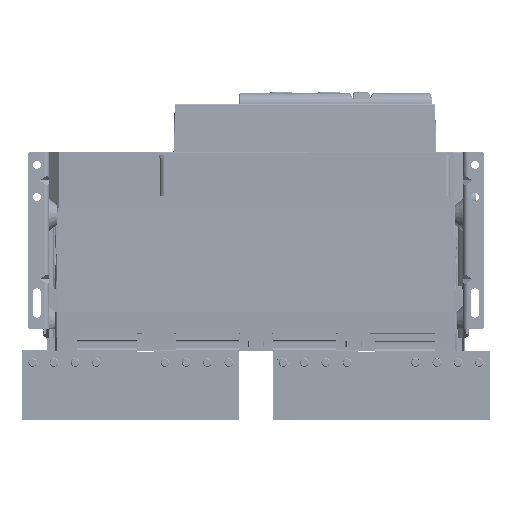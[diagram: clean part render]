
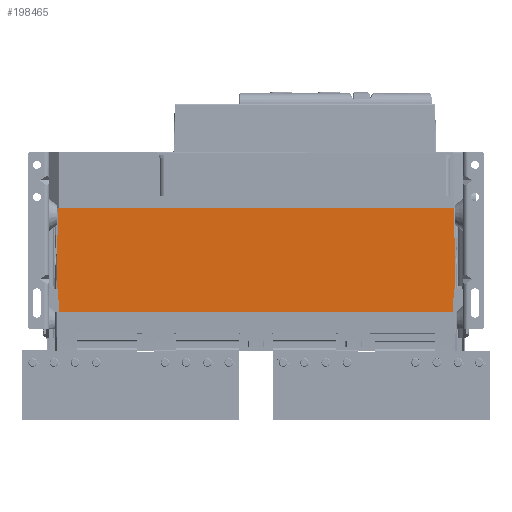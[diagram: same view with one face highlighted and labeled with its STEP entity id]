
A CAD part, front view. The second image highlights one B-rep face of the part: STEP entity #198465.
In plain terms, the highlighted planar face has unit normal (0, -1, 0.013).
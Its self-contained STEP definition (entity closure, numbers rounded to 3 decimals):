
#7476=DIRECTION('',(1.,0.,0.));
#7477=VECTOR('',#7476,1.76);
#7478=CARTESIAN_POINT('',(-455.606,-12.647,27.));
#7479=LINE('',#7478,#7477);
#7500=DIRECTION('',(1.,0.,0.));
#7501=VECTOR('',#7500,463.75);
#7502=CARTESIAN_POINT('',(-453.375,-13.,0.));
#7503=LINE('',#7502,#7501);
#7504=DIRECTION('',(-0.017,0.013,1.));
#7505=VECTOR('',#7504,27.006);
#7506=CARTESIAN_POINT('',(-453.375,-13.,0.));
#7507=LINE('',#7506,#7505);
#7508=DIRECTION('',(0.013,0.013,1.));
#7509=VECTOR('',#7508,96.016);
#7510=CARTESIAN_POINT('',(-455.606,-12.647,27.));
#7511=LINE('',#7510,#7509);
#7512=DIRECTION('',(1.,0.,0.));
#7513=VECTOR('',#7512,465.793);
#7514=CARTESIAN_POINT('',(-454.397,-11.39,123.));
#7515=LINE('',#7514,#7513);
#7516=DIRECTION('',(0.013,-0.013,-1.));
#7517=VECTOR('',#7516,96.016);
#7518=CARTESIAN_POINT('',(11.397,-11.39,123.));
#7519=LINE('',#7518,#7517);
#7520=DIRECTION('',(-1.,0.,0.));
#7521=VECTOR('',#7520,1.76);
#7522=CARTESIAN_POINT('',(12.606,-12.647,27.));
#7523=LINE('',#7522,#7521);
#7636=DIRECTION('',(0.017,0.013,1.));
#7637=VECTOR('',#7636,27.006);
#7638=CARTESIAN_POINT('',(10.375,-13.,0.));
#7639=LINE('',#7638,#7637);
#8124=CARTESIAN_POINT('',(11.397,-11.39,123.));
#148996=VERTEX_POINT('',#8124);
#148997=CARTESIAN_POINT('',(-454.397,-11.39,123.));
#148998=VERTEX_POINT('',#148997);
#149534=CARTESIAN_POINT('',(-455.606,-12.647,27.));
#149535=VERTEX_POINT('',#149534);
#149548=CARTESIAN_POINT('',(-453.846,-12.647,27.));
#149549=VERTEX_POINT('',#149548);
#151054=CARTESIAN_POINT('',(10.846,-12.647,27.));
#151056=VERTEX_POINT('',#151054);
#151077=CARTESIAN_POINT('',(12.606,-12.647,27.));
#151078=VERTEX_POINT('',#151077);
#159575=CARTESIAN_POINT('',(-453.375,-13.,0.));
#159576=CARTESIAN_POINT('',(10.375,-13.,0.));
#159577=VERTEX_POINT('',#159575);
#159578=VERTEX_POINT('',#159576);
#198444=CARTESIAN_POINT('',(-476.007,-13.,0.));
#198445=DIRECTION('',(0.,-1.,0.013));
#198446=DIRECTION('',(-1.,0.,0.));
#198447=AXIS2_PLACEMENT_3D('',#198444,#198445,#198446);
#198448=PLANE('',#198447);
#198450=ORIENTED_EDGE('',*,*,#198449,.F.);
#198452=ORIENTED_EDGE('',*,*,#198451,.T.);
#198453=ORIENTED_EDGE('',*,*,#198431,.F.);
#198454=ORIENTED_EDGE('',*,*,#198397,.T.);
#198456=ORIENTED_EDGE('',*,*,#198455,.T.);
#198458=ORIENTED_EDGE('',*,*,#198457,.T.);
#198460=ORIENTED_EDGE('',*,*,#198459,.T.);
#198462=ORIENTED_EDGE('',*,*,#198461,.F.);
#198463=EDGE_LOOP('',(#198450,#198452,#198453,#198454,#198456,#198458,#198460,
#198462));
#198464=FACE_OUTER_BOUND('',#198463,.F.);
#198465=ADVANCED_FACE('',(#198464),#198448,.T.);
#198397=EDGE_CURVE('',#149535,#148998,#7511,.T.);
#198431=EDGE_CURVE('',#149535,#149549,#7479,.T.);
#198449=EDGE_CURVE('',#159577,#159578,#7503,.T.);
#198451=EDGE_CURVE('',#159577,#149549,#7507,.T.);
#198455=EDGE_CURVE('',#148998,#148996,#7515,.T.);
#198457=EDGE_CURVE('',#148996,#151078,#7519,.T.);
#198459=EDGE_CURVE('',#151078,#151056,#7523,.T.);
#198461=EDGE_CURVE('',#159578,#151056,#7639,.T.);
